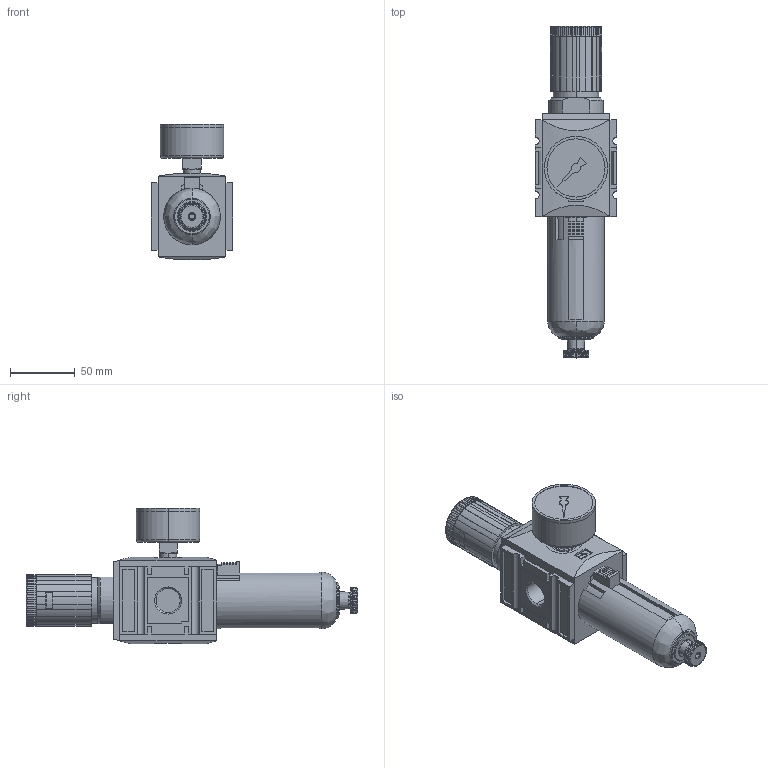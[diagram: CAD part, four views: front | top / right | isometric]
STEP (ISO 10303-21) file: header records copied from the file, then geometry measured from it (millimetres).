
FILE_DESCRIPTION (( 'STEP AP214' ), '1' );
FILE_NAME ('KN-KFRG212_16_G.STEP', '2018-08-30T11:15:29', ( '' ), ( '' ), 'SwSTEP 2.0', 'SolidWorks 2018', '' );
FILE_SCHEMA (( 'AUTOMOTIVE_DESIGN' ));
Length unit declared in the file: millimetre
Products named in the file (1): KN-KFRG212_16_G
Bounding box: 63 x 257 x 105.06 mm (x, y, z)
Volume: 565242.7 mm3; surface area: 74833.1 mm2
Topology: 4 solids, 4 shells, 719 faces, 1912 edges, 1244 vertices
Faces by surface type: plane 315, cylinder 302, torus 67, cone 33, bspline 2
Entity records: 34069 total; most frequent: CARTESIAN_POINT 8175, ORIENTED_EDGE 3824, DIRECTION 3717, EDGE_CURVE 1912, AXIS2_PLACEMENT_3D 1370, VERTEX_POINT 1244, VECTOR 977, LINE 977
